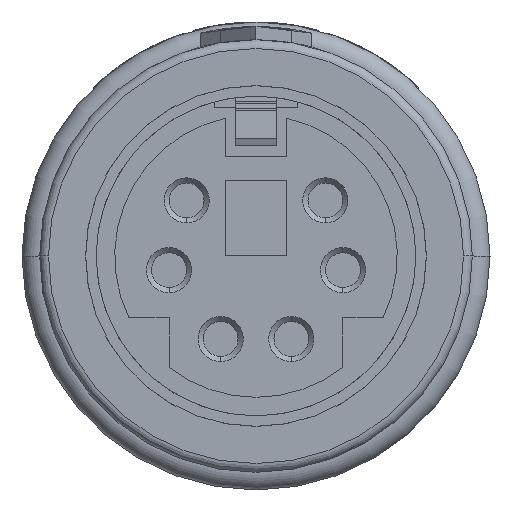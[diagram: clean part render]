
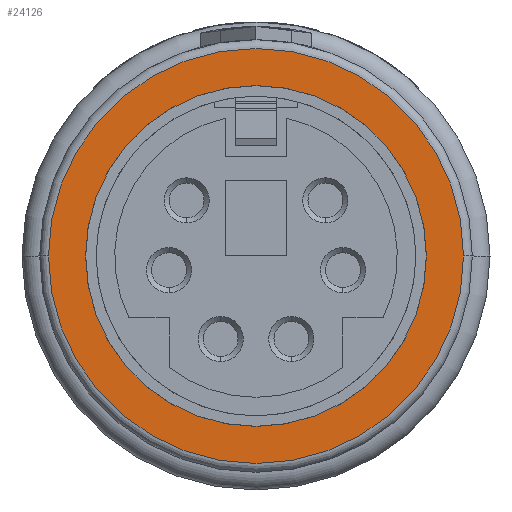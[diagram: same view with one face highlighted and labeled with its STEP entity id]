
A CAD part, front view. The second image highlights one B-rep face of the part: STEP entity #24126.
In plain terms, the highlighted face is planar.
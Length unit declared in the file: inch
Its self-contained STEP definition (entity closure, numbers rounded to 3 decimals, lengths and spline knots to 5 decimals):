
#254 = PLANE ( 'NONE',  #6173 ) ;
#701 = VERTEX_POINT ( 'NONE', #14128 ) ;
#1894 = CARTESIAN_POINT ( 'NONE',  ( 0., 0., 0. ) ) ;
#2712 = CIRCLE ( 'NONE', #34436, 0.235 ) ;
#3409 = DIRECTION ( 'NONE',  ( 1., 0., 0. ) ) ;
#4743 = EDGE_LOOP ( 'NONE', ( #12249, #21605 ) ) ;
#6144 = EDGE_CURVE ( 'NONE', #28630, #25658, #9324, .T. ) ;
#6173 = AXIS2_PLACEMENT_3D ( 'NONE', #20014, #25921, #11255 ) ;
#6865 = AXIS2_PLACEMENT_3D ( 'NONE', #22493, #31165, #16254 ) ;
#8609 = ORIENTED_EDGE ( 'NONE', *, *, #6144, .T. ) ;
#9324 = CIRCLE ( 'NONE', #27441, 0.235 ) ;
#10649 = DIRECTION ( 'NONE',  ( 0., 0., -1. ) ) ;
#11255 = DIRECTION ( 'NONE',  ( 1., 0., 0. ) ) ;
#12156 = CARTESIAN_POINT ( 'NONE',  ( 0.193, 0., 0. ) ) ;
#12249 = ORIENTED_EDGE ( 'NONE', *, *, #15775, .F. ) ;
#13024 = DIRECTION ( 'NONE',  ( 0., 0., -1. ) ) ;
#14128 = CARTESIAN_POINT ( 'NONE',  ( -0.193, 0., 0. ) ) ;
#14220 = FACE_BOUND ( 'NONE', #4743, .T. ) ;
#14659 = DIRECTION ( 'NONE',  ( 0., 0., -1. ) ) ;
#15775 = EDGE_CURVE ( 'NONE', #701, #23800, #27704, .T. ) ;
#16025 = DIRECTION ( 'NONE',  ( 1., 0., 0. ) ) ;
#16254 = DIRECTION ( 'NONE',  ( -1., 0., 0. ) ) ;
#16367 = CARTESIAN_POINT ( 'NONE',  ( 0.235, 0., 0. ) ) ;
#19651 = CARTESIAN_POINT ( 'NONE',  ( -0.235, 0., 0. ) ) ;
#19762 = AXIS2_PLACEMENT_3D ( 'NONE', #21397, #13024, #32969 ) ;
#20014 = CARTESIAN_POINT ( 'NONE',  ( 0., 0., 0. ) ) ;
#21385 = CIRCLE ( 'NONE', #19762, 0.193 ) ;
#21397 = CARTESIAN_POINT ( 'NONE',  ( 0., 0., 0. ) ) ;
#21605 = ORIENTED_EDGE ( 'NONE', *, *, #34445, .F. ) ;
#22493 = CARTESIAN_POINT ( 'NONE',  ( 0., 0., 0. ) ) ;
#23800 = VERTEX_POINT ( 'NONE', #12156 ) ;
#24126 = ADVANCED_FACE ( 'NONE', ( #14220, #33091 ), #254, .F. ) ;
#25658 = VERTEX_POINT ( 'NONE', #16367 ) ;
#25921 = DIRECTION ( 'NONE',  ( 0., 0., 1. ) ) ;
#25945 = CARTESIAN_POINT ( 'NONE',  ( 0., 0., 0. ) ) ;
#27311 = ORIENTED_EDGE ( 'NONE', *, *, #30757, .T. ) ;
#27441 = AXIS2_PLACEMENT_3D ( 'NONE', #1894, #10649, #16025 ) ;
#27704 = CIRCLE ( 'NONE', #6865, 0.193 ) ;
#28630 = VERTEX_POINT ( 'NONE', #19651 ) ;
#30757 = EDGE_CURVE ( 'NONE', #25658, #28630, #2712, .T. ) ;
#31165 = DIRECTION ( 'NONE',  ( 0., 0., -1. ) ) ;
#32969 = DIRECTION ( 'NONE',  ( -1., 0., 0. ) ) ;
#33091 = FACE_OUTER_BOUND ( 'NONE', #34271, .T. ) ;
#34271 = EDGE_LOOP ( 'NONE', ( #27311, #8609 ) ) ;
#34436 = AXIS2_PLACEMENT_3D ( 'NONE', #25945, #14659, #3409 ) ;
#34445 = EDGE_CURVE ( 'NONE', #23800, #701, #21385, .T. ) ;
